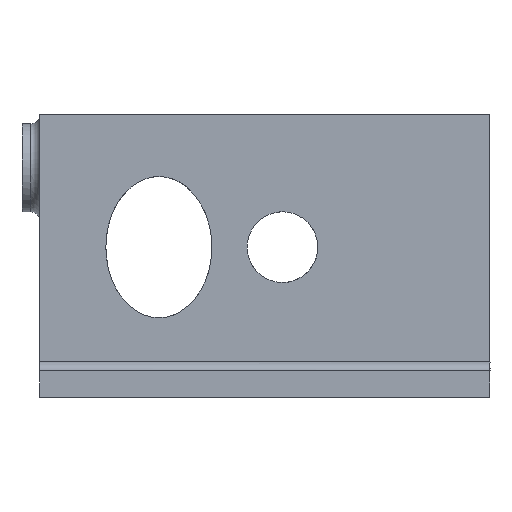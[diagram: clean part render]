
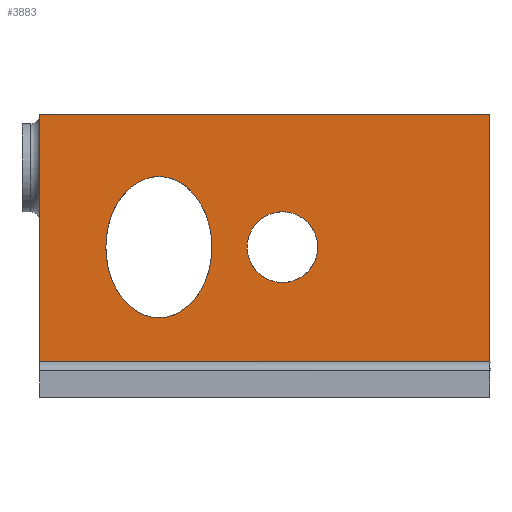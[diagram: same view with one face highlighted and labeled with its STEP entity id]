
A CAD part, front view. The second image highlights one B-rep face of the part: STEP entity #3883.
In plain terms, the highlighted planar face has unit normal (0, -1, 0).
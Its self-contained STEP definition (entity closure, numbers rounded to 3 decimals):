
#3883 = ADVANCED_FACE('',(#3884,#3912,#3935),#3897,.T.);
#3884 = FACE_BOUND('',#3885,.T.);
#3885 = EDGE_LOOP('',(#3886));
#3886 = ORIENTED_EDGE('',*,*,#3887,.T.);
#3887 = EDGE_CURVE('',#3888,#3888,#3890,.T.);
#3888 = VERTEX_POINT('',#3889);
#3889 = CARTESIAN_POINT('',(1266.802,501.28,25.));
#3890 = SURFACE_CURVE('',#3891,(#3896),.PCURVE_S1.);
#3891 = ELLIPSE('',#3892,8.,6.);
#3892 = AXIS2_PLACEMENT_3D('',#3893,#3894,#3895);
#3893 = CARTESIAN_POINT('',(1266.802,501.28,17.));
#3894 = DIRECTION('',(0.,1.,0.));
#3895 = DIRECTION('',(0.,0.,1.));
#3896 = PCURVE('',#3897,#3902);
#3897 = PLANE('',#3898);
#3898 = AXIS2_PLACEMENT_3D('',#3899,#3900,#3901);
#3899 = CARTESIAN_POINT('',(1304.302,501.28,0.));
#3900 = DIRECTION('',(0.,-1.,0.));
#3901 = DIRECTION('',(0.,0.,-1.));
#3902 = DEFINITIONAL_REPRESENTATION('',(#3903),#3911);
#3903 = ( BOUNDED_CURVE() B_SPLINE_CURVE(2,(#3904,#3905,#3906,#3907,
#3908,#3909,#3910),.UNSPECIFIED.,.T.,.F.) B_SPLINE_CURVE_WITH_KNOTS((1,2
    ,2,2,2,1),(-2.094,0.,2.094,4.189,
6.283,8.378),.UNSPECIFIED.) CURVE() 
GEOMETRIC_REPRESENTATION_ITEM() RATIONAL_B_SPLINE_CURVE((1.,0.5,1.,0.5,
1.,0.5,1.)) REPRESENTATION_ITEM('') );
#3904 = CARTESIAN_POINT('',(-25.,-37.5));
#3905 = CARTESIAN_POINT('',(-25.,-27.108));
#3906 = CARTESIAN_POINT('',(-13.,-32.304));
#3907 = CARTESIAN_POINT('',(-1.,-37.5));
#3908 = CARTESIAN_POINT('',(-13.,-42.696));
#3909 = CARTESIAN_POINT('',(-25.,-47.892));
#3910 = CARTESIAN_POINT('',(-25.,-37.5));
#3911 = ( GEOMETRIC_REPRESENTATION_CONTEXT(2) 
PARAMETRIC_REPRESENTATION_CONTEXT() REPRESENTATION_CONTEXT('2D SPACE',''
  ) );
#3912 = FACE_BOUND('',#3913,.T.);
#3913 = EDGE_LOOP('',(#3914));
#3914 = ORIENTED_EDGE('',*,*,#3915,.T.);
#3915 = EDGE_CURVE('',#3916,#3916,#3918,.T.);
#3916 = VERTEX_POINT('',#3917);
#3917 = CARTESIAN_POINT('',(1284.802,501.28,17.));
#3918 = SURFACE_CURVE('',#3919,(#3924),.PCURVE_S1.);
#3919 = ELLIPSE('',#3920,4.,4.);
#3920 = AXIS2_PLACEMENT_3D('',#3921,#3922,#3923);
#3921 = CARTESIAN_POINT('',(1280.802,501.28,17.));
#3922 = DIRECTION('',(0.,1.,0.));
#3923 = DIRECTION('',(1.,0.,0.));
#3924 = PCURVE('',#3897,#3925);
#3925 = DEFINITIONAL_REPRESENTATION('',(#3926),#3934);
#3926 = ( BOUNDED_CURVE() B_SPLINE_CURVE(2,(#3927,#3928,#3929,#3930,
#3931,#3932,#3933),.UNSPECIFIED.,.T.,.F.) B_SPLINE_CURVE_WITH_KNOTS((1,2
    ,2,2,2,1),(-2.094,0.,2.094,4.189,
6.283,8.378),.UNSPECIFIED.) CURVE() 
GEOMETRIC_REPRESENTATION_ITEM() RATIONAL_B_SPLINE_CURVE((1.,0.5,1.,0.5,
1.,0.5,1.)) REPRESENTATION_ITEM('') );
#3927 = CARTESIAN_POINT('',(-17.,-19.5));
#3928 = CARTESIAN_POINT('',(-10.072,-19.5));
#3929 = CARTESIAN_POINT('',(-13.536,-25.5));
#3930 = CARTESIAN_POINT('',(-17.,-31.5));
#3931 = CARTESIAN_POINT('',(-20.464,-25.5));
#3932 = CARTESIAN_POINT('',(-23.928,-19.5));
#3933 = CARTESIAN_POINT('',(-17.,-19.5));
#3934 = ( GEOMETRIC_REPRESENTATION_CONTEXT(2) 
PARAMETRIC_REPRESENTATION_CONTEXT() REPRESENTATION_CONTEXT('2D SPACE',''
  ) );
#3935 = FACE_BOUND('',#3936,.T.);
#3936 = EDGE_LOOP('',(#3937,#3953,#3967,#3981));
#3937 = ORIENTED_EDGE('',*,*,#3938,.T.);
#3938 = EDGE_CURVE('',#3939,#3941,#3943,.T.);
#3939 = VERTEX_POINT('',#3940);
#3940 = CARTESIAN_POINT('',(1253.302,501.28,32.));
#3941 = VERTEX_POINT('',#3942);
#3942 = CARTESIAN_POINT('',(1253.302,501.28,4.));
#3943 = SURFACE_CURVE('',#3944,(#3947),.PCURVE_S1.);
#3944 = B_SPLINE_CURVE_WITH_KNOTS('',1,(#3945,#3946),.UNSPECIFIED.,.F.,
  .F.,(2,2),(4.,32.),.PIECEWISE_BEZIER_KNOTS.);
#3945 = CARTESIAN_POINT('',(1253.302,501.28,32.));
#3946 = CARTESIAN_POINT('',(1253.302,501.28,4.));
#3947 = PCURVE('',#3897,#3948);
#3948 = DEFINITIONAL_REPRESENTATION('',(#3949),#3952);
#3949 = B_SPLINE_CURVE_WITH_KNOTS('',1,(#3950,#3951),.UNSPECIFIED.,.F.,
  .F.,(2,2),(4.,32.),.PIECEWISE_BEZIER_KNOTS.);
#3950 = CARTESIAN_POINT('',(-32.,-51.));
#3951 = CARTESIAN_POINT('',(-4.,-51.));
#3952 = ( GEOMETRIC_REPRESENTATION_CONTEXT(2) 
PARAMETRIC_REPRESENTATION_CONTEXT() REPRESENTATION_CONTEXT('2D SPACE',''
  ) );
#3953 = ORIENTED_EDGE('',*,*,#3954,.F.);
#3954 = EDGE_CURVE('',#3955,#3941,#3957,.T.);
#3955 = VERTEX_POINT('',#3956);
#3956 = CARTESIAN_POINT('',(1304.302,501.28,4.));
#3957 = SURFACE_CURVE('',#3958,(#3961),.PCURVE_S1.);
#3958 = B_SPLINE_CURVE_WITH_KNOTS('',1,(#3959,#3960),.UNSPECIFIED.,.F.,
  .F.,(2,2),(-12.75,38.25),.PIECEWISE_BEZIER_KNOTS.);
#3959 = CARTESIAN_POINT('',(1304.302,501.28,4.));
#3960 = CARTESIAN_POINT('',(1253.302,501.28,4.));
#3961 = PCURVE('',#3897,#3962);
#3962 = DEFINITIONAL_REPRESENTATION('',(#3963),#3966);
#3963 = B_SPLINE_CURVE_WITH_KNOTS('',1,(#3964,#3965),.UNSPECIFIED.,.F.,
  .F.,(2,2),(-12.75,38.25),.PIECEWISE_BEZIER_KNOTS.);
#3964 = CARTESIAN_POINT('',(-4.,0.));
#3965 = CARTESIAN_POINT('',(-4.,-51.));
#3966 = ( GEOMETRIC_REPRESENTATION_CONTEXT(2) 
PARAMETRIC_REPRESENTATION_CONTEXT() REPRESENTATION_CONTEXT('2D SPACE',''
  ) );
#3967 = ORIENTED_EDGE('',*,*,#3968,.F.);
#3968 = EDGE_CURVE('',#3969,#3955,#3971,.T.);
#3969 = VERTEX_POINT('',#3970);
#3970 = CARTESIAN_POINT('',(1304.302,501.28,32.));
#3971 = SURFACE_CURVE('',#3972,(#3975),.PCURVE_S1.);
#3972 = B_SPLINE_CURVE_WITH_KNOTS('',1,(#3973,#3974),.UNSPECIFIED.,.F.,
  .F.,(2,2),(4.,32.),.PIECEWISE_BEZIER_KNOTS.);
#3973 = CARTESIAN_POINT('',(1304.302,501.28,32.));
#3974 = CARTESIAN_POINT('',(1304.302,501.28,4.));
#3975 = PCURVE('',#3897,#3976);
#3976 = DEFINITIONAL_REPRESENTATION('',(#3977),#3980);
#3977 = B_SPLINE_CURVE_WITH_KNOTS('',1,(#3978,#3979),.UNSPECIFIED.,.F.,
  .F.,(2,2),(4.,32.),.PIECEWISE_BEZIER_KNOTS.);
#3978 = CARTESIAN_POINT('',(-32.,0.));
#3979 = CARTESIAN_POINT('',(-4.,0.));
#3980 = ( GEOMETRIC_REPRESENTATION_CONTEXT(2) 
PARAMETRIC_REPRESENTATION_CONTEXT() REPRESENTATION_CONTEXT('2D SPACE',''
  ) );
#3981 = ORIENTED_EDGE('',*,*,#3982,.F.);
#3982 = EDGE_CURVE('',#3939,#3969,#3983,.T.);
#3983 = SURFACE_CURVE('',#3984,(#3987),.PCURVE_S1.);
#3984 = B_SPLINE_CURVE_WITH_KNOTS('',1,(#3985,#3986),.UNSPECIFIED.,.F.,
  .F.,(2,2),(-51.,0.),.PIECEWISE_BEZIER_KNOTS.);
#3985 = CARTESIAN_POINT('',(1253.302,501.28,32.));
#3986 = CARTESIAN_POINT('',(1304.302,501.28,32.));
#3987 = PCURVE('',#3897,#3988);
#3988 = DEFINITIONAL_REPRESENTATION('',(#3989),#3992);
#3989 = B_SPLINE_CURVE_WITH_KNOTS('',1,(#3990,#3991),.UNSPECIFIED.,.F.,
  .F.,(2,2),(-51.,0.),.PIECEWISE_BEZIER_KNOTS.);
#3990 = CARTESIAN_POINT('',(-32.,-51.));
#3991 = CARTESIAN_POINT('',(-32.,0.));
#3992 = ( GEOMETRIC_REPRESENTATION_CONTEXT(2) 
PARAMETRIC_REPRESENTATION_CONTEXT() REPRESENTATION_CONTEXT('2D SPACE',''
  ) );
